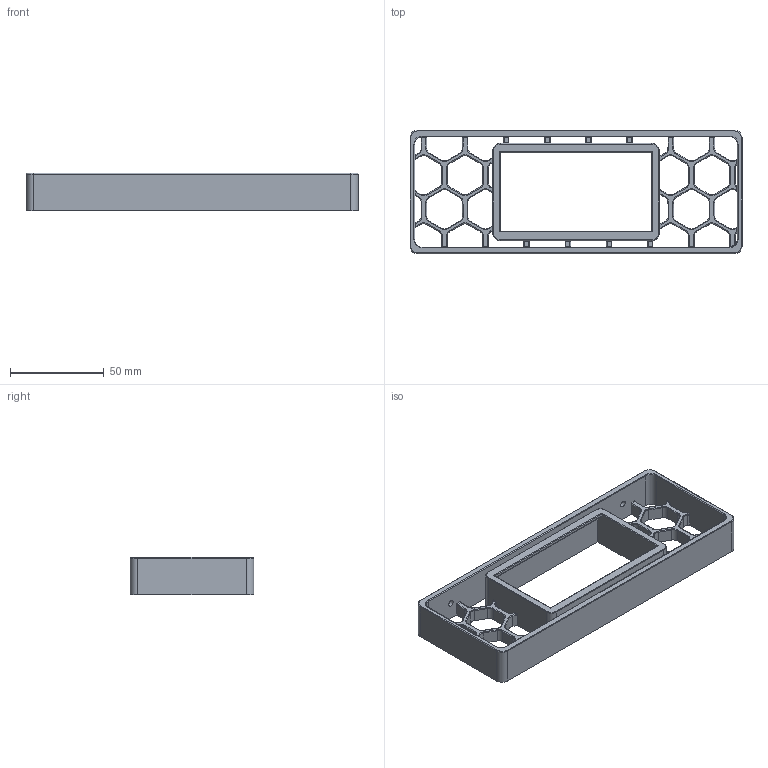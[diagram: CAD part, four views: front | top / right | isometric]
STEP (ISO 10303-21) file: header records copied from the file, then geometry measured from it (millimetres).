
FILE_DESCRIPTION(/* description */ (''),/* implementation_level */ '2;1');
FILE_NAME(/* name */ 'PowerSkirt.step',/* time_stamp */ '2020-12-22T10:58:24+01:00',/* author */ (''),/* organization */ (''),/* preprocessor_version */ 'ST-DEVELOPER v18.1',/* originating_system */ 'Autodesk Translation Framework v9.7.1.1290',/* authorisation */ '');
FILE_SCHEMA (('AUTOMOTIVE_DESIGN { 1 0 10303 214 3 1 1 }'));
Length unit declared in the file: millimetre
Products named in the file (1): Voltage
Bounding box: 177.5 x 66 x 20 mm (x, y, z)
Volume: 54345.8 mm3; surface area: 41496.2 mm2
Topology: 1 solids, 1 shells, 544 faces, 1461 edges, 893 vertices
Faces by surface type: cylinder 246, plane 139, torus 108, bspline 51
Full cylindrical faces by diameter (mm): 3.4 x2
Entity records: 18938 total; most frequent: CARTESIAN_POINT 5035, DIRECTION 3005, ORIENTED_EDGE 2922, EDGE_CURVE 1461, AXIS2_PLACEMENT_3D 1137, VERTEX_POINT 893, LINE 731, VECTOR 731
